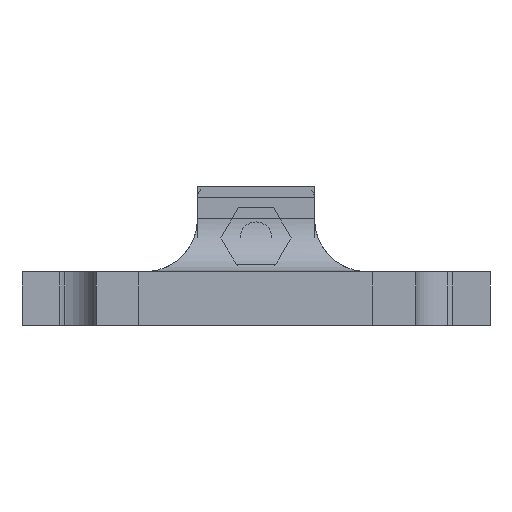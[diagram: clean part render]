
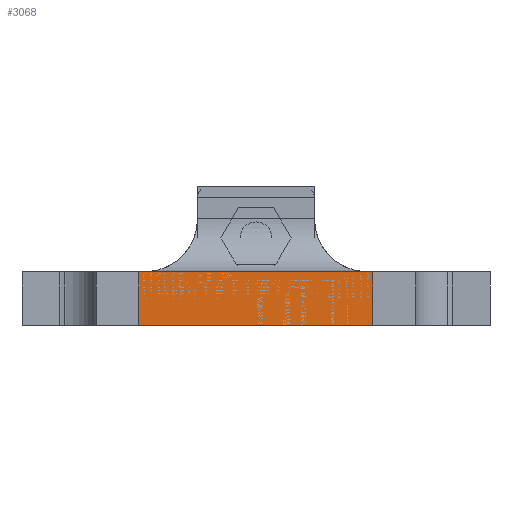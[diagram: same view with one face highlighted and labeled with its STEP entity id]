
A CAD part, front view. The second image highlights one B-rep face of the part: STEP entity #3068.
In plain terms, the highlighted planar face has unit normal (0, -1, 0).
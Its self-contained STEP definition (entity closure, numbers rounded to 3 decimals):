
#270 = PLANE('',#271);
#271 = AXIS2_PLACEMENT_3D('',#272,#273,#274);
#272 = CARTESIAN_POINT('',(-22.,30.,5.));
#273 = DIRECTION('',(0.,0.,1.));
#274 = DIRECTION('',(1.,0.,0.));
#1045 = VERTEX_POINT('',#1046);
#1046 = CARTESIAN_POINT('',(-11.,-57.,5.));
#1061 = CYLINDRICAL_SURFACE('',#1062,4.);
#1062 = AXIS2_PLACEMENT_3D('',#1063,#1064,#1065);
#1063 = CARTESIAN_POINT('',(-11.,-53.,0.));
#1064 = DIRECTION('',(0.,0.,1.));
#1065 = DIRECTION('',(-1.,0.,0.));
#1073 = EDGE_CURVE('',#1074,#1045,#1076,.T.);
#1074 = VERTEX_POINT('',#1075);
#1075 = CARTESIAN_POINT('',(11.,-57.,5.));
#1076 = SURFACE_CURVE('',#1077,(#1081,#1088),.PCURVE_S1.);
#1077 = LINE('',#1078,#1079);
#1078 = CARTESIAN_POINT('',(15.,-57.,5.));
#1079 = VECTOR('',#1080,1.);
#1080 = DIRECTION('',(-1.,0.,0.));
#1081 = PCURVE('',#270,#1082);
#1082 = DEFINITIONAL_REPRESENTATION('',(#1083),#1087);
#1083 = LINE('',#1084,#1085);
#1084 = CARTESIAN_POINT('',(37.,-87.));
#1085 = VECTOR('',#1086,1.);
#1086 = DIRECTION('',(-1.,0.));
#1087 = ( GEOMETRIC_REPRESENTATION_CONTEXT(2) 
PARAMETRIC_REPRESENTATION_CONTEXT() REPRESENTATION_CONTEXT('2D SPACE',''
  ) );
#1088 = PCURVE('',#1089,#1094);
#1089 = PLANE('',#1090);
#1090 = AXIS2_PLACEMENT_3D('',#1091,#1092,#1093);
#1091 = CARTESIAN_POINT('',(15.,-57.,0.));
#1092 = DIRECTION('',(0.,-1.,0.));
#1093 = DIRECTION('',(-1.,0.,0.));
#1094 = DEFINITIONAL_REPRESENTATION('',(#1095),#1099);
#1095 = LINE('',#1096,#1097);
#1096 = CARTESIAN_POINT('',(0.,-5.));
#1097 = VECTOR('',#1098,1.);
#1098 = DIRECTION('',(1.,0.));
#1099 = ( GEOMETRIC_REPRESENTATION_CONTEXT(2) 
PARAMETRIC_REPRESENTATION_CONTEXT() REPRESENTATION_CONTEXT('2D SPACE',''
  ) );
#1122 = CYLINDRICAL_SURFACE('',#1123,4.);
#1123 = AXIS2_PLACEMENT_3D('',#1124,#1125,#1126);
#1124 = CARTESIAN_POINT('',(11.,-53.,0.));
#1125 = DIRECTION('',(0.,0.,1.));
#1126 = DIRECTION('',(1.,0.,0.));
#2422 = PLANE('',#2423);
#2423 = AXIS2_PLACEMENT_3D('',#2424,#2425,#2426);
#2424 = CARTESIAN_POINT('',(-22.,30.,0.));
#2425 = DIRECTION('',(0.,0.,1.));
#2426 = DIRECTION('',(1.,0.,0.));
#2974 = VERTEX_POINT('',#2975);
#2975 = CARTESIAN_POINT('',(-11.,-57.,0.));
#2997 = EDGE_CURVE('',#2974,#1045,#2998,.T.);
#2998 = SURFACE_CURVE('',#2999,(#3003,#3010),.PCURVE_S1.);
#2999 = LINE('',#3000,#3001);
#3000 = CARTESIAN_POINT('',(-11.,-57.,0.));
#3001 = VECTOR('',#3002,1.);
#3002 = DIRECTION('',(0.,0.,1.));
#3003 = PCURVE('',#1061,#3004);
#3004 = DEFINITIONAL_REPRESENTATION('',(#3005),#3009);
#3005 = LINE('',#3006,#3007);
#3006 = CARTESIAN_POINT('',(1.571,0.));
#3007 = VECTOR('',#3008,1.);
#3008 = DIRECTION('',(0.,1.));
#3009 = ( GEOMETRIC_REPRESENTATION_CONTEXT(2) 
PARAMETRIC_REPRESENTATION_CONTEXT() REPRESENTATION_CONTEXT('2D SPACE',''
  ) );
#3010 = PCURVE('',#1089,#3011);
#3011 = DEFINITIONAL_REPRESENTATION('',(#3012),#3016);
#3012 = LINE('',#3013,#3014);
#3013 = CARTESIAN_POINT('',(26.,0.));
#3014 = VECTOR('',#3015,1.);
#3015 = DIRECTION('',(0.,-1.));
#3016 = ( GEOMETRIC_REPRESENTATION_CONTEXT(2) 
PARAMETRIC_REPRESENTATION_CONTEXT() REPRESENTATION_CONTEXT('2D SPACE',''
  ) );
#3068 = ADVANCED_FACE('',(#3069),#1089,.T.);
#3069 = FACE_BOUND('',#3070,.T.);
#3070 = EDGE_LOOP('',(#3071,#3094,#3115,#3116));
#3071 = ORIENTED_EDGE('',*,*,#3072,.F.);
#3072 = EDGE_CURVE('',#3073,#2974,#3075,.T.);
#3073 = VERTEX_POINT('',#3074);
#3074 = CARTESIAN_POINT('',(11.,-57.,0.));
#3075 = SURFACE_CURVE('',#3076,(#3080,#3087),.PCURVE_S1.);
#3076 = LINE('',#3077,#3078);
#3077 = CARTESIAN_POINT('',(15.,-57.,0.));
#3078 = VECTOR('',#3079,1.);
#3079 = DIRECTION('',(-1.,0.,0.));
#3080 = PCURVE('',#1089,#3081);
#3081 = DEFINITIONAL_REPRESENTATION('',(#3082),#3086);
#3082 = LINE('',#3083,#3084);
#3083 = CARTESIAN_POINT('',(0.,-0.));
#3084 = VECTOR('',#3085,1.);
#3085 = DIRECTION('',(1.,0.));
#3086 = ( GEOMETRIC_REPRESENTATION_CONTEXT(2) 
PARAMETRIC_REPRESENTATION_CONTEXT() REPRESENTATION_CONTEXT('2D SPACE',''
  ) );
#3087 = PCURVE('',#2422,#3088);
#3088 = DEFINITIONAL_REPRESENTATION('',(#3089),#3093);
#3089 = LINE('',#3090,#3091);
#3090 = CARTESIAN_POINT('',(37.,-87.));
#3091 = VECTOR('',#3092,1.);
#3092 = DIRECTION('',(-1.,0.));
#3093 = ( GEOMETRIC_REPRESENTATION_CONTEXT(2) 
PARAMETRIC_REPRESENTATION_CONTEXT() REPRESENTATION_CONTEXT('2D SPACE',''
  ) );
#3094 = ORIENTED_EDGE('',*,*,#3095,.T.);
#3095 = EDGE_CURVE('',#3073,#1074,#3096,.T.);
#3096 = SURFACE_CURVE('',#3097,(#3101,#3108),.PCURVE_S1.);
#3097 = LINE('',#3098,#3099);
#3098 = CARTESIAN_POINT('',(11.,-57.,0.));
#3099 = VECTOR('',#3100,1.);
#3100 = DIRECTION('',(0.,0.,1.));
#3101 = PCURVE('',#1089,#3102);
#3102 = DEFINITIONAL_REPRESENTATION('',(#3103),#3107);
#3103 = LINE('',#3104,#3105);
#3104 = CARTESIAN_POINT('',(4.,0.));
#3105 = VECTOR('',#3106,1.);
#3106 = DIRECTION('',(0.,-1.));
#3107 = ( GEOMETRIC_REPRESENTATION_CONTEXT(2) 
PARAMETRIC_REPRESENTATION_CONTEXT() REPRESENTATION_CONTEXT('2D SPACE',''
  ) );
#3108 = PCURVE('',#1122,#3109);
#3109 = DEFINITIONAL_REPRESENTATION('',(#3110),#3114);
#3110 = LINE('',#3111,#3112);
#3111 = CARTESIAN_POINT('',(-1.571,0.));
#3112 = VECTOR('',#3113,1.);
#3113 = DIRECTION('',(-0.,1.));
#3114 = ( GEOMETRIC_REPRESENTATION_CONTEXT(2) 
PARAMETRIC_REPRESENTATION_CONTEXT() REPRESENTATION_CONTEXT('2D SPACE',''
  ) );
#3115 = ORIENTED_EDGE('',*,*,#1073,.T.);
#3116 = ORIENTED_EDGE('',*,*,#2997,.F.);
